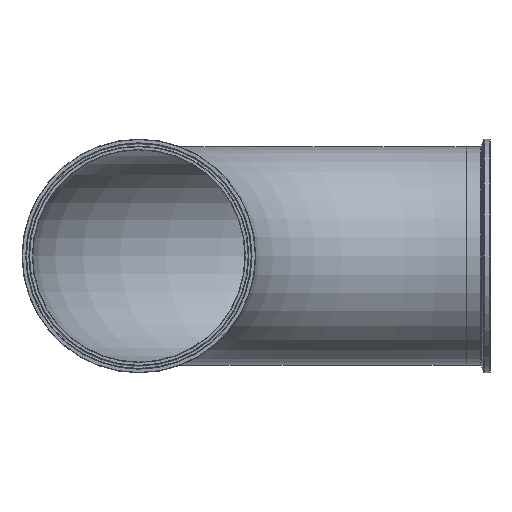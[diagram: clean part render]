
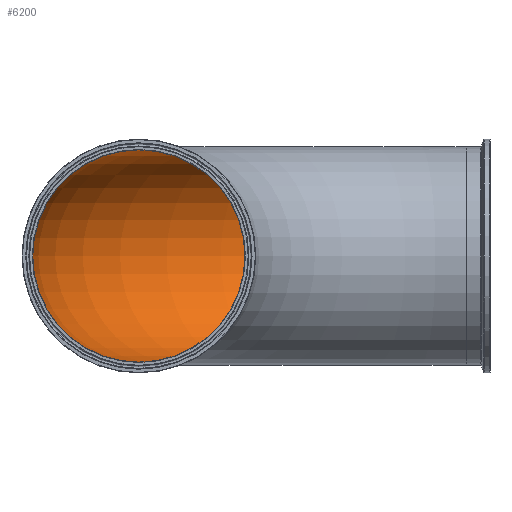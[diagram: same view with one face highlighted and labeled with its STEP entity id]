
A CAD part, front view. The second image highlights one B-rep face of the part: STEP entity #6200.
In plain terms, the highlighted toroidal (fillet/blend) face has major radius 304.8 mm and minor radius 98.831 mm.
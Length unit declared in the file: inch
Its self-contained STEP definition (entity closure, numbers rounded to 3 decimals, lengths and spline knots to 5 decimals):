
#63=CIRCLE('',#6430,3.891);
#64=CIRCLE('',#6431,3.891);
#1016=FACE_BOUND('',#1801,.T.);
#1371=FACE_OUTER_BOUND('',#1800,.T.);
#1800=EDGE_LOOP('',(#5726));
#1801=EDGE_LOOP('',(#5727));
#3005=VERTEX_POINT('',#14182);
#3006=VERTEX_POINT('',#14184);
#3915=EDGE_CURVE('',#3005,#3005,#63,.T.);
#3916=EDGE_CURVE('',#3006,#3006,#64,.T.);
#5726=ORIENTED_EDGE('',*,*,#3915,.F.);
#5727=ORIENTED_EDGE('',*,*,#3916,.F.);
#5786=TOROIDAL_SURFACE('',#6429,12.,3.891);
#6200=ADVANCED_FACE('',(#1371,#1016),#5786,.F.);
#6429=AXIS2_PLACEMENT_3D('',#14181,#7171,#7172);
#6430=AXIS2_PLACEMENT_3D('',#14183,#7173,#7174);
#6431=AXIS2_PLACEMENT_3D('',#14185,#7175,#7176);
#7171=DIRECTION('center_axis',(0.,0.,-1.));
#7172=DIRECTION('ref_axis',(-1.,0.,0.));
#7173=DIRECTION('center_axis',(-1.,0.,0.));
#7174=DIRECTION('ref_axis',(0.,1.,0.));
#7175=DIRECTION('center_axis',(0.,1.,0.));
#7176=DIRECTION('ref_axis',(-1.,0.,0.));
#14181=CARTESIAN_POINT('Origin',(12.,0.,0.));
#14182=CARTESIAN_POINT('',(12.,15.891,0.));
#14183=CARTESIAN_POINT('Origin',(12.,12.,0.));
#14184=CARTESIAN_POINT('',(-3.891,0.,0.));
#14185=CARTESIAN_POINT('Origin',(0.,0.,0.));
